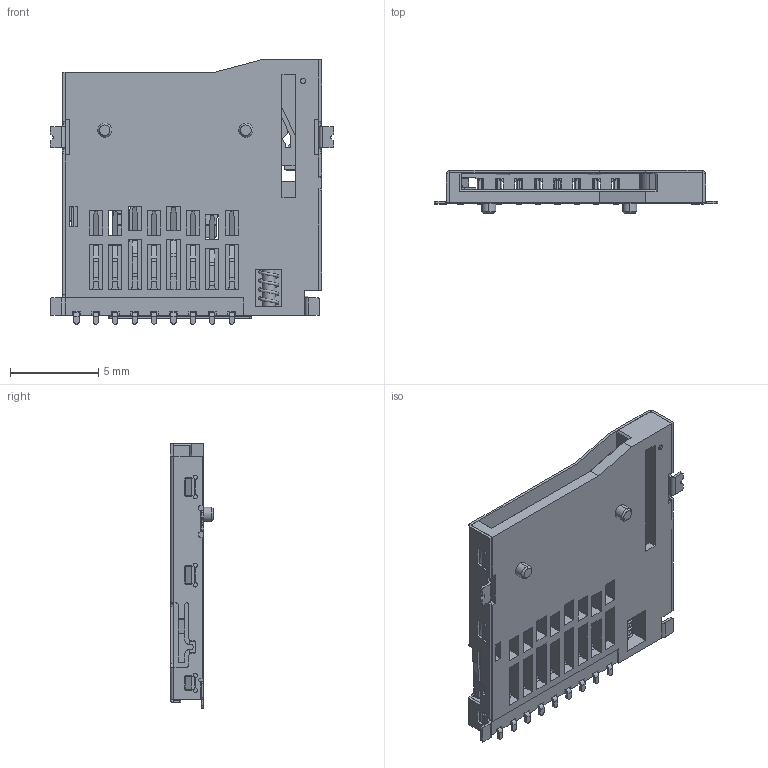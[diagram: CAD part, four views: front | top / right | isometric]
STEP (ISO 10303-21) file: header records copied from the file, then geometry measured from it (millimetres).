
FILE_DESCRIPTION (( 'STEP AP214' ), '1' );
FILE_NAME ('ST-TF-003A.STEP', '2020-04-13T03:54:42', ( '' ), ( '' ), 'SwSTEP 2.0', 'SolidWorks 2017', '' );
FILE_SCHEMA (( 'AUTOMOTIVE_DESIGN' ));
Length unit declared in the file: millimetre
Products named in the file (1): ST-TF-003A
Bounding box: 16.1 x 2.45 x 15 mm (x, y, z)
Volume: 197.5 mm3; surface area: 1213.2 mm2
Topology: 14 solids, 14 shells, 1290 faces, 3326 edges, 2043 vertices
Faces by surface type: plane 900, cylinder 328, torus 48, bspline 10, cone 4
Entity records: 42209 total; most frequent: CARTESIAN_POINT 10610, ORIENTED_EDGE 6652, DIRECTION 6400, EDGE_CURVE 3326, LINE 2574, VECTOR 2574, VERTEX_POINT 2043, AXIS2_PLACEMENT_3D 1913
